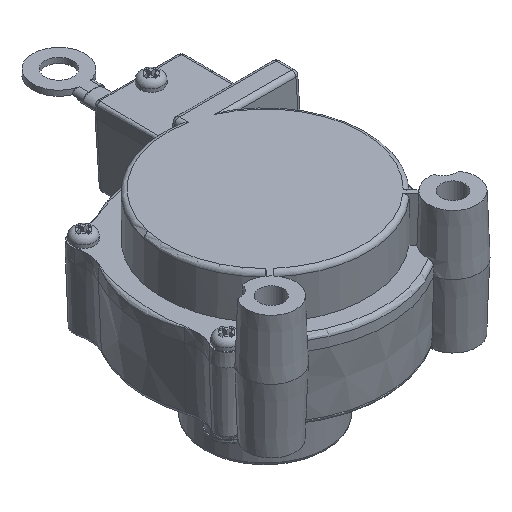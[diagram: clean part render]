
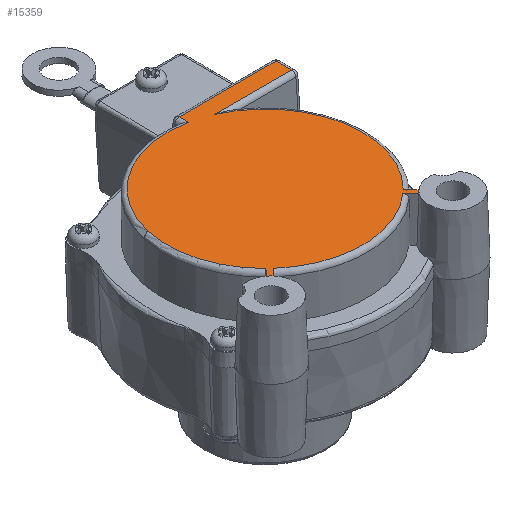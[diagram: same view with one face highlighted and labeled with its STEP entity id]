
A CAD part, isometric view. The second image highlights one B-rep face of the part: STEP entity #15359.
In plain terms, the highlighted planar face has unit normal (0, 0, 1).
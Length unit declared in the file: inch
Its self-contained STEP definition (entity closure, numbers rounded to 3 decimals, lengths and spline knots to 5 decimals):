
#7345=CARTESIAN_POINT('',(0.13755,0.75213,0.408));
#7346=VERTEX_POINT('',#7345);
#7370=CARTESIAN_POINT('',(0.83082,0.75213,0.408));
#7371=VERTEX_POINT('',#7370);
#7372=CARTESIAN_POINT('',(0.13755,0.75213,0.408));
#7373=DIRECTION('',(1.0,0.0,0.0));
#7374=VECTOR('',#7373,0.69327);
#7375=LINE('',#7372,#7374);
#7376=EDGE_CURVE('',#7346,#7371,#7375,.T.);
#7410=CARTESIAN_POINT('',(0.13755,0.68533,0.408));
#7411=VERTEX_POINT('',#7410);
#7429=CARTESIAN_POINT('',(0.13755,0.68533,0.408));
#7430=DIRECTION('',(0.0,1.0,0.0));
#7431=VECTOR('',#7430,0.0668);
#7432=LINE('',#7429,#7431);
#7433=EDGE_CURVE('',#7411,#7346,#7432,.T.);
#15045=CARTESIAN_POINT('',(0.83082,0.64087,0.408));
#15046=VERTEX_POINT('',#15045);
#15102=CARTESIAN_POINT('',(0.83082,0.75213,0.408));
#15103=DIRECTION('',(0.0,-1.0,0.0));
#15104=VECTOR('',#15103,0.11127);
#15105=LINE('',#15102,#15104);
#15106=EDGE_CURVE('',#7371,#15046,#15105,.T.);
#15139=CARTESIAN_POINT('',(0.27909,0.64087,0.408));
#15140=VERTEX_POINT('',#15139);
#15167=CARTESIAN_POINT('',(0.83082,0.64087,0.408));
#15168=DIRECTION('',(-1.0,0.0,0.0));
#15169=VECTOR('',#15168,0.55173);
#15170=LINE('',#15167,#15169);
#15171=EDGE_CURVE('',#15046,#15140,#15170,.T.);
#15273=CARTESIAN_POINT('',(0.,0.,0.408));
#15274=DIRECTION('',(0.0,0.0,1.0));
#15275=DIRECTION('',(1.0,0.0,0.0));
#15276=AXIS2_PLACEMENT_3D('',#15273,#15274,#15275);
#15277=PLANE('',#15276);
#15278=CARTESIAN_POINT('',(-0.49121,-0.4973,0.408));
#15279=VERTEX_POINT('',#15278);
#15280=CARTESIAN_POINT('',(0.,0.,0.408));
#15281=DIRECTION('',(0.0,0.0,-1.0));
#15282=DIRECTION('',(-1.0,0.0,0.0));
#15283=AXIS2_PLACEMENT_3D('',#15280,#15281,#15282);
#15284=CIRCLE('',#15283,0.699);
#15285=EDGE_CURVE('',#15279,#7411,#15284,.T.);
#15286=ORIENTED_EDGE('',*,*,#15285,.F.);
#15287=CARTESIAN_POINT('',(-0.5463,-0.55621,0.408));
#15288=VERTEX_POINT('',#15287);
#15289=CARTESIAN_POINT('',(-0.5463,-0.55621,0.408));
#15290=DIRECTION('',(0.683,0.73,0.0));
#15291=VECTOR('',#15290,0.08065);
#15292=LINE('',#15289,#15291);
#15293=EDGE_CURVE('',#15288,#15279,#15292,.T.);
#15294=ORIENTED_EDGE('',*,*,#15293,.F.);
#15295=CARTESIAN_POINT('',(-0.51845,-0.58226,0.408));
#15296=VERTEX_POINT('',#15295);
#15297=CARTESIAN_POINT('',(-0.65,-0.695,0.408));
#15298=DIRECTION('',(0.0,0.0,1.0));
#15299=DIRECTION('',(-0.822,0.569,0.0));
#15300=AXIS2_PLACEMENT_3D('',#15297,#15298,#15299);
#15301=CIRCLE('',#15300,0.17325);
#15302=EDGE_CURVE('',#15296,#15288,#15301,.T.);
#15303=ORIENTED_EDGE('',*,*,#15302,.F.);
#15304=CARTESIAN_POINT('',(-0.46336,-0.52335,0.408));
#15305=VERTEX_POINT('',#15304);
#15306=CARTESIAN_POINT('',(-0.46336,-0.52335,0.408));
#15307=DIRECTION('',(-0.683,-0.73,0.0));
#15308=VECTOR('',#15307,0.08065);
#15309=LINE('',#15306,#15308);
#15310=EDGE_CURVE('',#15305,#15296,#15309,.T.);
#15311=ORIENTED_EDGE('',*,*,#15310,.F.);
#15312=CARTESIAN_POINT('',(0.46336,-0.52335,0.408));
#15313=VERTEX_POINT('',#15312);
#15314=CARTESIAN_POINT('',(0.,0.,0.408));
#15315=DIRECTION('',(0.0,0.0,-1.0));
#15316=DIRECTION('',(-1.0,0.0,0.0));
#15317=AXIS2_PLACEMENT_3D('',#15314,#15315,#15316);
#15318=CIRCLE('',#15317,0.699);
#15319=EDGE_CURVE('',#15313,#15305,#15318,.T.);
#15320=ORIENTED_EDGE('',*,*,#15319,.F.);
#15321=CARTESIAN_POINT('',(0.51845,-0.58226,0.408));
#15322=VERTEX_POINT('',#15321);
#15323=CARTESIAN_POINT('',(0.51845,-0.58226,0.408));
#15324=DIRECTION('',(-0.683,0.73,0.0));
#15325=VECTOR('',#15324,0.08065);
#15326=LINE('',#15323,#15325);
#15327=EDGE_CURVE('',#15322,#15313,#15326,.T.);
#15328=ORIENTED_EDGE('',*,*,#15327,.F.);
#15329=CARTESIAN_POINT('',(0.5463,-0.55621,0.408));
#15330=VERTEX_POINT('',#15329);
#15331=CARTESIAN_POINT('',(0.65,-0.695,0.408));
#15332=DIRECTION('',(0.0,0.0,1.0));
#15333=DIRECTION('',(-0.972,-0.237,0.0));
#15334=AXIS2_PLACEMENT_3D('',#15331,#15332,#15333);
#15335=CIRCLE('',#15334,0.17325);
#15336=EDGE_CURVE('',#15330,#15322,#15335,.T.);
#15337=ORIENTED_EDGE('',*,*,#15336,.F.);
#15338=CARTESIAN_POINT('',(0.49121,-0.4973,0.408));
#15339=VERTEX_POINT('',#15338);
#15340=CARTESIAN_POINT('',(0.49121,-0.4973,0.408));
#15341=DIRECTION('',(0.683,-0.73,0.0));
#15342=VECTOR('',#15341,0.08065);
#15343=LINE('',#15340,#15342);
#15344=EDGE_CURVE('',#15339,#15330,#15343,.T.);
#15345=ORIENTED_EDGE('',*,*,#15344,.F.);
#15346=CARTESIAN_POINT('',(0.,0.,0.408));
#15347=DIRECTION('',(0.0,0.0,-1.0));
#15348=DIRECTION('',(-1.0,0.0,0.0));
#15349=AXIS2_PLACEMENT_3D('',#15346,#15347,#15348);
#15350=CIRCLE('',#15349,0.699);
#15351=EDGE_CURVE('',#15140,#15339,#15350,.T.);
#15352=ORIENTED_EDGE('',*,*,#15351,.F.);
#15353=ORIENTED_EDGE('',*,*,#15171,.F.);
#15354=ORIENTED_EDGE('',*,*,#15106,.F.);
#15355=ORIENTED_EDGE('',*,*,#7376,.F.);
#15356=ORIENTED_EDGE('',*,*,#7433,.F.);
#15357=EDGE_LOOP('',(#15286,#15294,#15303,#15311,#15320,#15328,#15337,#15345,#15352,#15353,#15354,#15355,#15356));
#15358=FACE_OUTER_BOUND('',#15357,.T.);
#15359=ADVANCED_FACE('',(#15358),#15277,.T.);
